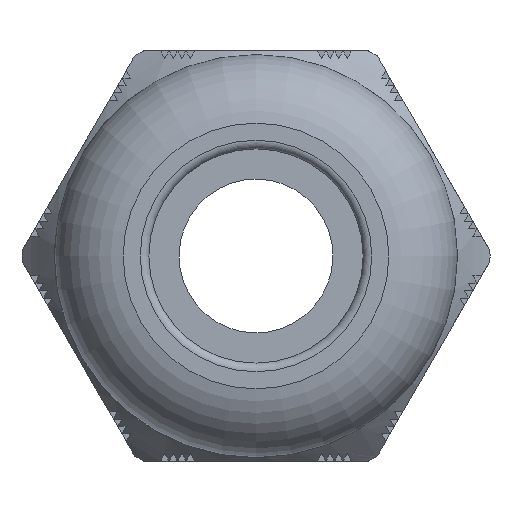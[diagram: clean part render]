
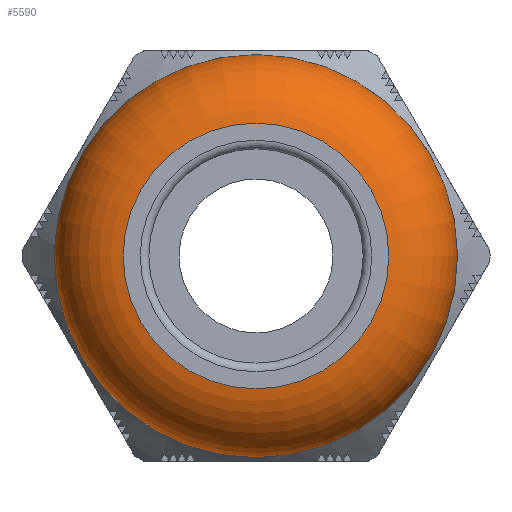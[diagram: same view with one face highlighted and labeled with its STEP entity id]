
A CAD part, left-side view. The second image highlights one B-rep face of the part: STEP entity #5590.
In plain terms, the highlighted toroidal (fillet/blend) face has major radius 7.108 mm and minor radius 4.677 mm.
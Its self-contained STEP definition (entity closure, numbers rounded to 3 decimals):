
#183=TOROIDAL_SURFACE('',#6130,7.108,4.677);
#210=FACE_BOUND('',#1104,.T.);
#775=FACE_OUTER_BOUND('',#1103,.T.);
#1103=EDGE_LOOP('',(#5266));
#1104=EDGE_LOOP('',(#5267));
#1281=CIRCLE('',#5946,7.77);
#1313=CIRCLE('',#6131,11.785);
#2517=VERTEX_POINT('',#11374);
#2795=VERTEX_POINT('',#13196);
#3206=EDGE_CURVE('',#2517,#2517,#1281,.T.);
#3621=EDGE_CURVE('',#2795,#2795,#1313,.T.);
#5266=ORIENTED_EDGE('',*,*,#3621,.F.);
#5267=ORIENTED_EDGE('',*,*,#3206,.T.);
#5590=ADVANCED_FACE('',(#775,#210),#183,.T.);
#5946=AXIS2_PLACEMENT_3D('',#11375,#6943,#6944);
#6130=AXIS2_PLACEMENT_3D('',#13195,#7560,#7561);
#6131=AXIS2_PLACEMENT_3D('',#13197,#7562,#7563);
#6943=DIRECTION('center_axis',(1.,0.,0.));
#6944=DIRECTION('ref_axis',(0.,0.,-1.));
#7560=DIRECTION('center_axis',(1.,0.,0.));
#7561=DIRECTION('ref_axis',(0.,0.,-1.));
#7562=DIRECTION('center_axis',(1.,0.,0.));
#7563=DIRECTION('ref_axis',(0.,0.,-1.));
#11374=CARTESIAN_POINT('',(-18.13,7.77,0.));
#11375=CARTESIAN_POINT('Origin',(-18.13,0.,0.));
#13195=CARTESIAN_POINT('Origin',(-13.5,0.,0.));
#13196=CARTESIAN_POINT('',(-13.5,11.785,0.));
#13197=CARTESIAN_POINT('Origin',(-13.5,0.,0.));
